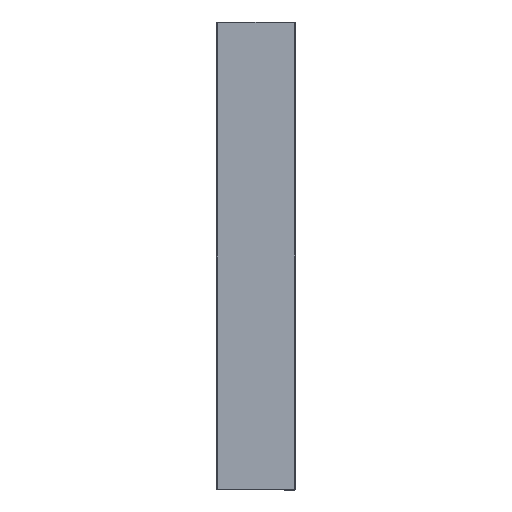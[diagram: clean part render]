
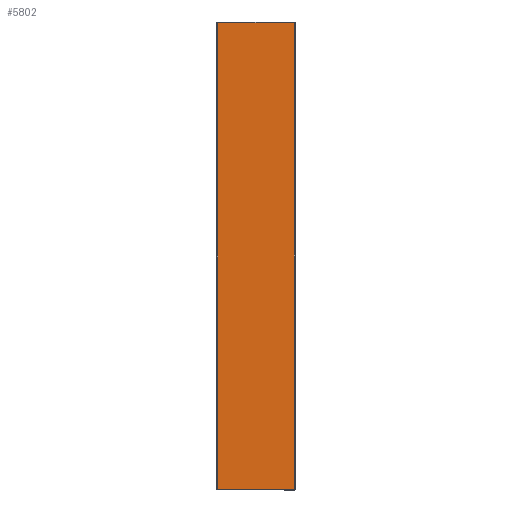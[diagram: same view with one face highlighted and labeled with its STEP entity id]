
A CAD part, left-side view. The second image highlights one B-rep face of the part: STEP entity #5802.
In plain terms, the highlighted face is planar.
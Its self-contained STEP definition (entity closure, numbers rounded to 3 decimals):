
#108 = PLANE ( 'NONE',  #1233 ) ;
#1233 = AXIS2_PLACEMENT_3D ( 'NONE', #8570, #3211, #2555 ) ;
#1446 = CARTESIAN_POINT ( 'NONE',  ( 595., 0., -98. ) ) ;
#1522 = EDGE_CURVE ( 'NONE', #2786, #2431, #7269, .T. ) ;
#1739 = CARTESIAN_POINT ( 'NONE',  ( 595., 0., 98. ) ) ;
#1783 = ORIENTED_EDGE ( 'NONE', *, *, #6274, .T. ) ;
#2431 = VERTEX_POINT ( 'NONE', #1739 ) ;
#2555 = DIRECTION ( 'NONE',  ( 0., 0., 1. ) ) ;
#2786 = VERTEX_POINT ( 'NONE', #5860 ) ;
#3211 = DIRECTION ( 'NONE',  ( 0., 1., 0. ) ) ;
#4053 = LINE ( 'NONE', #5676, #6993 ) ;
#4122 = LINE ( 'NONE', #7153, #7430 ) ;
#4224 = ORIENTED_EDGE ( 'NONE', *, *, #8483, .T. ) ;
#4355 = DIRECTION ( 'NONE',  ( 0., 0., -1. ) ) ;
#4800 = CARTESIAN_POINT ( 'NONE',  ( 595., 0., 98. ) ) ;
#4849 = FACE_OUTER_BOUND ( 'NONE', #8231, .T. ) ;
#5064 = EDGE_CURVE ( 'NONE', #5549, #2786, #4122, .T. ) ;
#5549 = VERTEX_POINT ( 'NONE', #6582 ) ;
#5676 = CARTESIAN_POINT ( 'NONE',  ( -595., 0., -98. ) ) ;
#5717 = ORIENTED_EDGE ( 'NONE', *, *, #1522, .T. ) ;
#5802 = ADVANCED_FACE ( 'NONE', ( #4849 ), #108, .T. ) ;
#5860 = CARTESIAN_POINT ( 'NONE',  ( -595., 0., 98. ) ) ;
#6274 = EDGE_CURVE ( 'NONE', #2431, #9434, #6580, .T. ) ;
#6580 = LINE ( 'NONE', #7277, #9817 ) ;
#6582 = CARTESIAN_POINT ( 'NONE',  ( -595., 0., -98. ) ) ;
#6884 = VECTOR ( 'NONE', #7881, 1000. ) ;
#6993 = VECTOR ( 'NONE', #9406, 1000. ) ;
#7153 = CARTESIAN_POINT ( 'NONE',  ( -595., 0., 100. ) ) ;
#7203 = DIRECTION ( 'NONE',  ( 0., 0., 1. ) ) ;
#7269 = LINE ( 'NONE', #4800, #6884 ) ;
#7277 = CARTESIAN_POINT ( 'NONE',  ( 595., 0., 100. ) ) ;
#7430 = VECTOR ( 'NONE', #7203, 1000. ) ;
#7881 = DIRECTION ( 'NONE',  ( 1., 0., 0. ) ) ;
#8231 = EDGE_LOOP ( 'NONE', ( #1783, #4224, #9277, #5717 ) ) ;
#8483 = EDGE_CURVE ( 'NONE', #9434, #5549, #4053, .T. ) ;
#8570 = CARTESIAN_POINT ( 'NONE',  ( 0., 0., 0. ) ) ;
#9277 = ORIENTED_EDGE ( 'NONE', *, *, #5064, .T. ) ;
#9406 = DIRECTION ( 'NONE',  ( -1., 0., 0. ) ) ;
#9434 = VERTEX_POINT ( 'NONE', #1446 ) ;
#9817 = VECTOR ( 'NONE', #4355, 1000. ) ;
